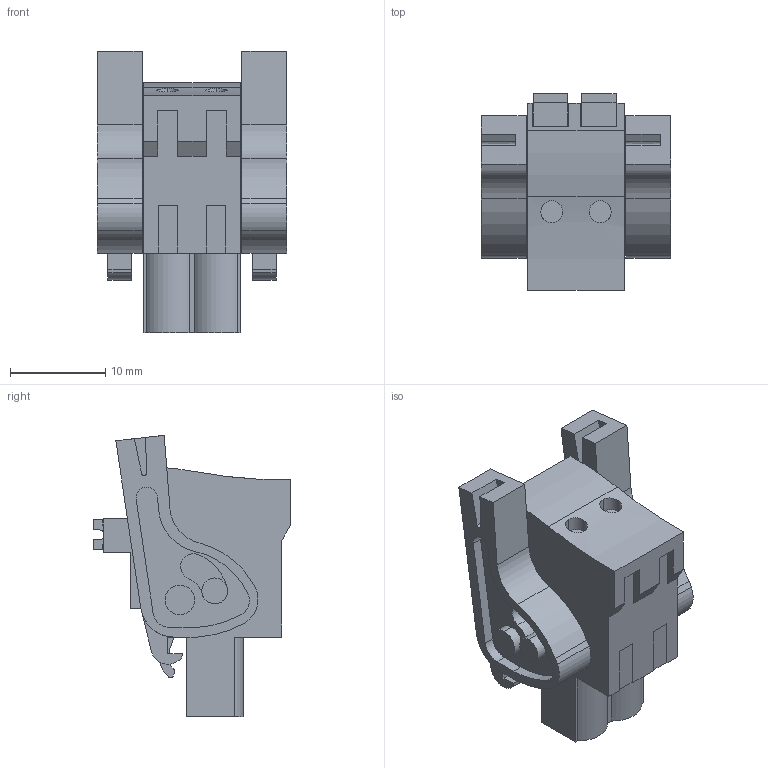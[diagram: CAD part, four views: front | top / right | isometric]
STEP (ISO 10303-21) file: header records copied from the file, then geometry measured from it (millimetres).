
FILE_DESCRIPTION(('CATIA V5 STEP Exchange','CAx-IF Rec.Pracs.--- Model Styling and Organization---1.4--- 2014-01-23'),'2;1');
FILE_NAME ('D1446328_0_1002280000_1002280000.stp','2017-09-09T07:26:12+00:00',('none'),('Weidmueller'),'CATIA Version 5-6 Release 2016','CATIA V5 STEP AP214','none');
FILE_SCHEMA(('AUTOMOTIVE_DESIGN { 1 0 10303 214 1 1 1 1 }'));
Length unit declared in the file: millimetre
Products named in the file (1): 1002280000
Bounding box: 19.86 x 20.64 x 29.52 mm (x, y, z)
Volume: 4282.6 mm3; surface area: 3633.1 mm2
Topology: 5 solids, 5 shells, 273 faces, 742 edges, 497 vertices
Faces by surface type: plane 181, cylinder 82, extrusion 10
Entity records: 8176 total; most frequent: CARTESIAN_POINT 1623, ORIENTED_EDGE 1484, DIRECTION 1075, EDGE_CURVE 742, VECTOR 565, LINE 555, VERTEX_POINT 497, AXIS2_PLACEMENT_3D 339
